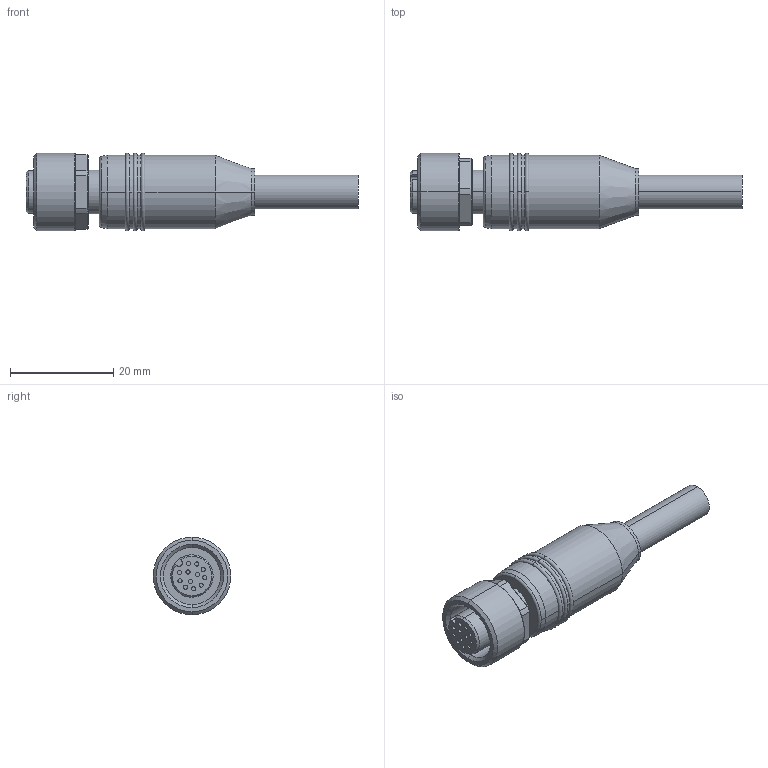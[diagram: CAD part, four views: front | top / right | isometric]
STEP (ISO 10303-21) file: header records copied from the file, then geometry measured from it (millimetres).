
FILE_DESCRIPTION (( 'STEP AP214' ), '1' );
FILE_NAME ('7000-19041-7050500.step', '2016-05-09T18:41:34', ( '' ), ( '' ), 'SwSTEP 2.0', 'SolidWorks 2015', '' );
FILE_SCHEMA (( 'AUTOMOTIVE_DESIGN' ));
Length unit declared in the file: millimetre
Products named in the file (1): 7000-19041-7050500
Bounding box: 64.2 x 15 x 15 mm (x, y, z)
Volume: 6619.4 mm3; surface area: 3428.4 mm2
Topology: 1 solids, 1 shells, 115 faces, 261 edges, 166 vertices
Faces by surface type: cylinder 52, plane 35, cone 18, torus 10
Entity records: 3308 total; most frequent: DIRECTION 632, CARTESIAN_POINT 571, ORIENTED_EDGE 522, AXIS2_PLACEMENT_3D 269, EDGE_CURVE 261, VERTEX_POINT 166, CIRCLE 153, EDGE_LOOP 133
